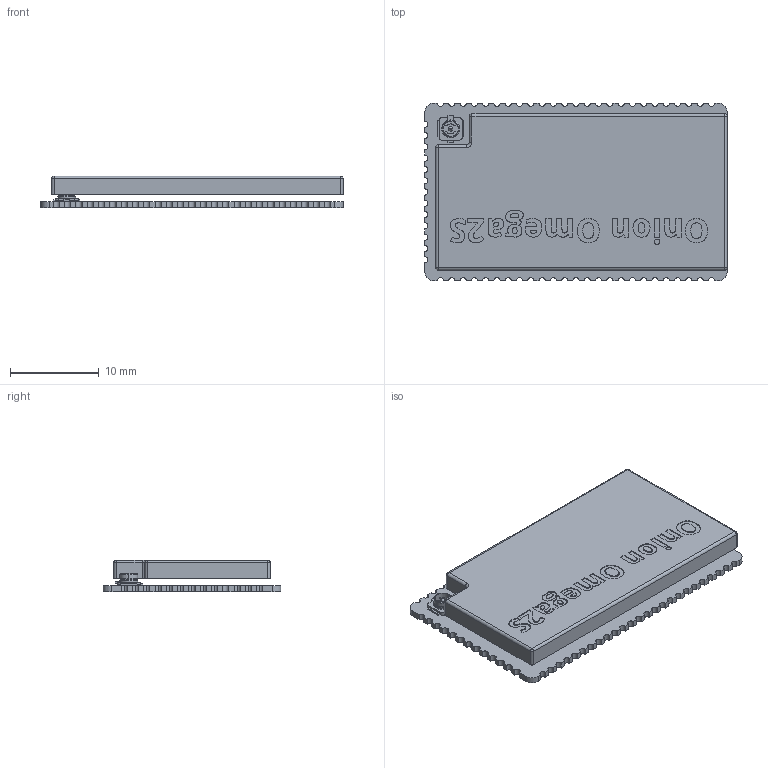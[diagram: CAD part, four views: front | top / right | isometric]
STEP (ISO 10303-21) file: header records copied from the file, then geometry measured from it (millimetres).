
FILE_DESCRIPTION(('FreeCAD Model'),'2;1');
FILE_NAME('onion2s_cad.step', '2019-11-02T01:48:43',('Anool'),('Wyolum'), 'Open CASCADE STEP processor 7.3','FreeCAD','Unknown');
FILE_SCHEMA(('AUTOMOTIVE_DESIGN { 1 0 10303 214 1 1 1 1 }'));
Length unit declared in the file: millimetre
Products named in the file (7): omega_onion2s; onion2s_rf_cover; SOLID; conn_rf_uFL_3450020P1; SOLID001; COMPOUND002; COMPOUND
Assembly tree (6 placements, depth 3):
  omega_onion2s
    onion2s_rf_cover
      SOLID
    conn_rf_uFL_3450020P1
      SOLID001
    COMPOUND002
      COMPOUND
Bounding box: 34 x 20 x 3.55 mm (x, y, z)
Volume: 825.8 mm3; surface area: 2946.3 mm2
Topology: 3 solids, 3 shells, 707 faces, 1984 edges, 1298 vertices
Faces by surface type: extrusion 343, plane 217, cylinder 127, sphere 10, cone 6, torus 2, revolution 2
Entity records: 24937 total; most frequent: CARTESIAN_POINT 7202, ORIENTED_EDGE 3948, DIRECTION 2635, EDGE_CURVE 1974, VECTOR 1367, VERTEX_POINT 1298, B_SPLINE_CURVE_WITH_KNOTS 1031, LINE 1024
